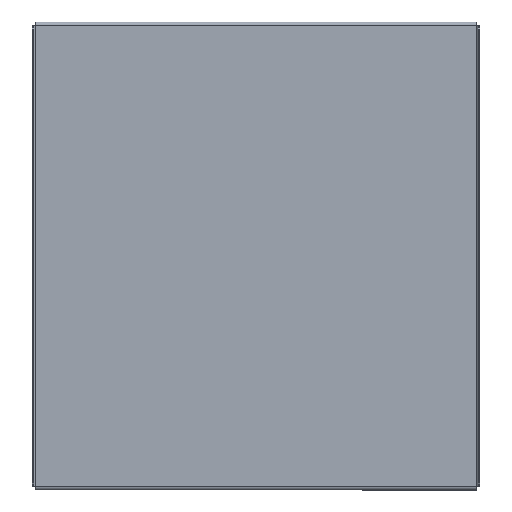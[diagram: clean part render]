
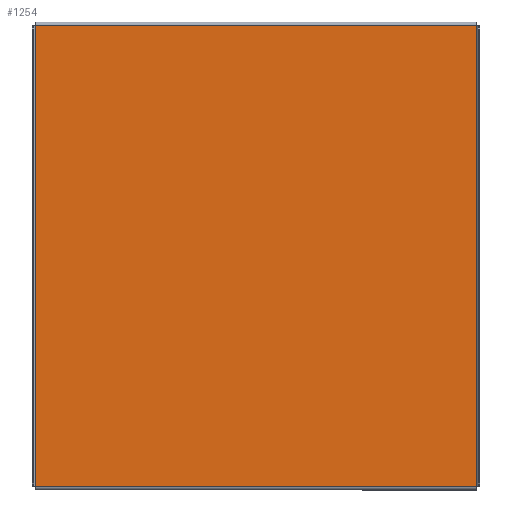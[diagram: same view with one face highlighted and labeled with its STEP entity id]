
A CAD part, front view. The second image highlights one B-rep face of the part: STEP entity #1254.
In plain terms, the highlighted planar face has unit normal (0, -1, 0).
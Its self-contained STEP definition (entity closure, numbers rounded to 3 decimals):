
#47 = CARTESIAN_POINT ( 'NONE',  ( 153., -1.2, 157.8 ) ) ;
#63 = CARTESIAN_POINT ( 'NONE',  ( 153., -1.2, -157.8 ) ) ;
#125 = ORIENTED_EDGE ( 'NONE', *, *, #1944, .F. ) ;
#129 = FACE_OUTER_BOUND ( 'NONE', #2304, .T. ) ;
#150 = LINE ( 'NONE', #47, #1349 ) ;
#238 = DIRECTION ( 'NONE',  ( -1., 0., 0. ) ) ;
#284 = CARTESIAN_POINT ( 'NONE',  ( -150.8, -1.2, -157.8 ) ) ;
#292 = LINE ( 'NONE', #63, #1077 ) ;
#317 = CARTESIAN_POINT ( 'NONE',  ( -150.8, -1.2, -157.8 ) ) ;
#397 = CARTESIAN_POINT ( 'NONE',  ( 0., -1.2, 0. ) ) ;
#434 = DIRECTION ( 'NONE',  ( 1., 0., 0. ) ) ;
#528 = CARTESIAN_POINT ( 'NONE',  ( 150.8, -1.2, 157.8 ) ) ;
#578 = VECTOR ( 'NONE', #2348, 1000. ) ;
#635 = PLANE ( 'NONE',  #1087 ) ;
#765 = ORIENTED_EDGE ( 'NONE', *, *, #1388, .F. ) ;
#837 = VERTEX_POINT ( 'NONE', #1466 ) ;
#839 = DIRECTION ( 'NONE',  ( 0., 1., 0. ) ) ;
#858 = VERTEX_POINT ( 'NONE', #284 ) ;
#869 = CARTESIAN_POINT ( 'NONE',  ( 150.8, -1.2, 157.8 ) ) ;
#1077 = VECTOR ( 'NONE', #238, 1000. ) ;
#1087 = AXIS2_PLACEMENT_3D ( 'NONE', #397, #839, #1842 ) ;
#1254 = ADVANCED_FACE ( 'NONE', ( #129 ), #635, .F. ) ;
#1340 = LINE ( 'NONE', #317, #578 ) ;
#1349 = VECTOR ( 'NONE', #434, 1000. ) ;
#1388 = EDGE_CURVE ( 'NONE', #2063, #2371, #2139, .T. ) ;
#1397 = EDGE_CURVE ( 'NONE', #837, #2063, #150, .T. ) ;
#1466 = CARTESIAN_POINT ( 'NONE',  ( -150.8, -1.2, 157.8 ) ) ;
#1783 = ORIENTED_EDGE ( 'NONE', *, *, #1397, .F. ) ;
#1836 = VECTOR ( 'NONE', #1882, 1000. ) ;
#1842 = DIRECTION ( 'NONE',  ( 0., 0., 1. ) ) ;
#1854 = CARTESIAN_POINT ( 'NONE',  ( 150.8, -1.2, -157.8 ) ) ;
#1882 = DIRECTION ( 'NONE',  ( 0., 0., -1. ) ) ;
#1944 = EDGE_CURVE ( 'NONE', #2371, #858, #292, .T. ) ;
#2063 = VERTEX_POINT ( 'NONE', #528 ) ;
#2130 = EDGE_CURVE ( 'NONE', #858, #837, #1340, .T. ) ;
#2139 = LINE ( 'NONE', #869, #1836 ) ;
#2304 = EDGE_LOOP ( 'NONE', ( #765, #1783, #2484, #125 ) ) ;
#2348 = DIRECTION ( 'NONE',  ( 0., 0., 1. ) ) ;
#2371 = VERTEX_POINT ( 'NONE', #1854 ) ;
#2484 = ORIENTED_EDGE ( 'NONE', *, *, #2130, .F. ) ;
